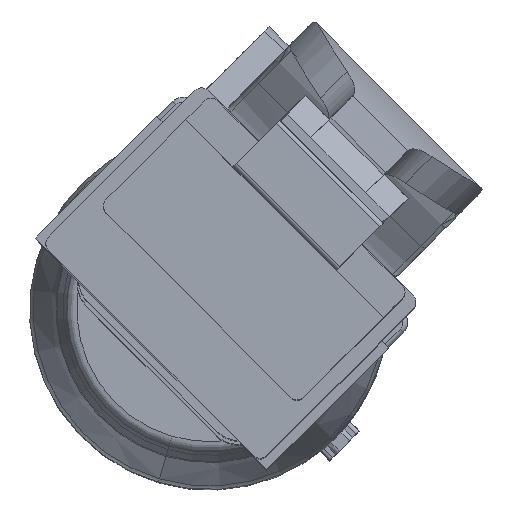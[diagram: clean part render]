
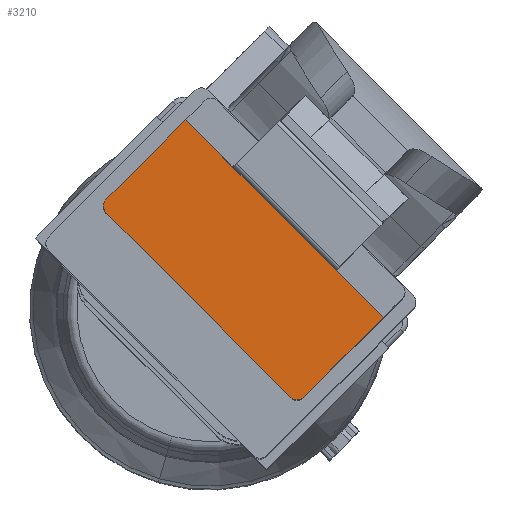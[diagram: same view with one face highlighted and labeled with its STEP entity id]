
A CAD part, top view. The second image highlights one B-rep face of the part: STEP entity #3210.
In plain terms, the highlighted planar face has unit normal (0, 0, 1).
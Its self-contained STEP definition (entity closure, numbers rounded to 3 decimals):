
#3188=AXIS2_PLACEMENT_3D('Plane Axis2P3D',#3185,#3186,#3187) ;
#3192=AXIS2_PLACEMENT_3D('Circle Axis2P3D',#3190,#3191,$) ;
#3197=AXIS2_PLACEMENT_3D('Circle Axis2P3D',#3195,#3196,$) ;
#1410=CARTESIAN_POINT('Vertex',(12.814,8.781,256.868)) ;
#1496=CARTESIAN_POINT('Vertex',(8.501,13.095,256.868)) ;
#1747=CARTESIAN_POINT('Vertex',(14.787,6.809,256.868)) ;
#1750=CARTESIAN_POINT('Line Origine',(13.118,5.14,256.868)) ;
#1754=CARTESIAN_POINT('Vertex',(11.45,3.471,256.868)) ;
#1782=CARTESIAN_POINT('Vertex',(10.912,3.471,256.868)) ;
#1785=CARTESIAN_POINT('Line Origine',(7.051,7.332,256.868)) ;
#1789=CARTESIAN_POINT('Vertex',(3.191,11.193,256.868)) ;
#1812=CARTESIAN_POINT('Line Origine',(4.859,13.399,256.868)) ;
#1816=CARTESIAN_POINT('Vertex',(6.528,15.068,256.868)) ;
#1818=CARTESIAN_POINT('Vertex',(3.191,11.73,256.868)) ;
#2447=CARTESIAN_POINT('Line Origine',(13.801,7.795,256.868)) ;
#2460=CARTESIAN_POINT('Line Origine',(7.514,14.081,256.868)) ;
#2509=CARTESIAN_POINT('Line Origine',(10.658,10.938,256.868)) ;
#3185=CARTESIAN_POINT('Axis2P3D Location',(11.718,11.999,256.868)) ;
#3190=CARTESIAN_POINT('Axis2P3D Location',(11.181,3.74,256.868)) ;
#3195=CARTESIAN_POINT('Axis2P3D Location',(3.459,11.461,256.868)) ;
#1751=DIRECTION('Vector Direction',(0.707,0.707,0.)) ;
#1786=DIRECTION('Vector Direction',(-0.707,0.707,0.)) ;
#1813=DIRECTION('Vector Direction',(-0.707,-0.707,0.)) ;
#2448=DIRECTION('Vector Direction',(0.707,-0.707,0.)) ;
#2461=DIRECTION('Vector Direction',(0.707,-0.707,0.)) ;
#2510=DIRECTION('Vector Direction',(0.707,-0.707,0.)) ;
#3186=DIRECTION('Axis2P3D Direction',(0.,0.,1.)) ;
#3187=DIRECTION('Axis2P3D XDirection',(-0.707,0.707,0.)) ;
#3191=DIRECTION('Axis2P3D Direction',(0.,0.,1.)) ;
#3196=DIRECTION('Axis2P3D Direction',(0.,0.,1.)) ;
#1752=VECTOR('Line Direction',#1751,1.) ;
#1787=VECTOR('Line Direction',#1786,1.) ;
#1814=VECTOR('Line Direction',#1813,1.) ;
#2449=VECTOR('Line Direction',#2448,1.) ;
#2462=VECTOR('Line Direction',#2461,1.) ;
#2511=VECTOR('Line Direction',#2510,1.) ;
#3201=ORIENTED_EDGE('',*,*,#1791,.T.) ;
#3202=ORIENTED_EDGE('',*,*,#3194,.T.) ;
#3203=ORIENTED_EDGE('',*,*,#1756,.T.) ;
#3204=ORIENTED_EDGE('',*,*,#2451,.T.) ;
#3205=ORIENTED_EDGE('',*,*,#2513,.T.) ;
#3206=ORIENTED_EDGE('',*,*,#2464,.T.) ;
#3207=ORIENTED_EDGE('',*,*,#1820,.T.) ;
#3208=ORIENTED_EDGE('',*,*,#3199,.T.) ;
#3210=ADVANCED_FACE('Hauptk\X2\00F6\X0\rper',(#3209),#3189,.T.) ;
#3193=CIRCLE('generated circle',#3192,0.38) ;
#3198=CIRCLE('generated circle',#3197,0.38) ;
#1756=EDGE_CURVE('',#1755,#1748,#1753,.T.) ;
#1791=EDGE_CURVE('',#1790,#1783,#1788,.F.) ;
#1820=EDGE_CURVE('',#1817,#1819,#1815,.T.) ;
#2451=EDGE_CURVE('',#1748,#1411,#2450,.F.) ;
#2464=EDGE_CURVE('',#1497,#1817,#2463,.F.) ;
#2513=EDGE_CURVE('',#1411,#1497,#2512,.F.) ;
#3194=EDGE_CURVE('',#1783,#1755,#3193,.T.) ;
#3199=EDGE_CURVE('',#1819,#1790,#3198,.T.) ;
#3200=EDGE_LOOP('',(#3201,#3202,#3203,#3204,#3205,#3206,#3207,#3208)) ;
#3209=FACE_OUTER_BOUND('',#3200,.T.) ;
#1753=LINE('Line',#1750,#1752) ;
#1788=LINE('Line',#1785,#1787) ;
#1815=LINE('Line',#1812,#1814) ;
#2450=LINE('Line',#2447,#2449) ;
#2463=LINE('Line',#2460,#2462) ;
#2512=LINE('Line',#2509,#2511) ;
#3189=PLANE('',#3188) ;
#1411=VERTEX_POINT('',#1410) ;
#1497=VERTEX_POINT('',#1496) ;
#1748=VERTEX_POINT('',#1747) ;
#1755=VERTEX_POINT('',#1754) ;
#1783=VERTEX_POINT('',#1782) ;
#1790=VERTEX_POINT('',#1789) ;
#1817=VERTEX_POINT('',#1816) ;
#1819=VERTEX_POINT('',#1818) ;
